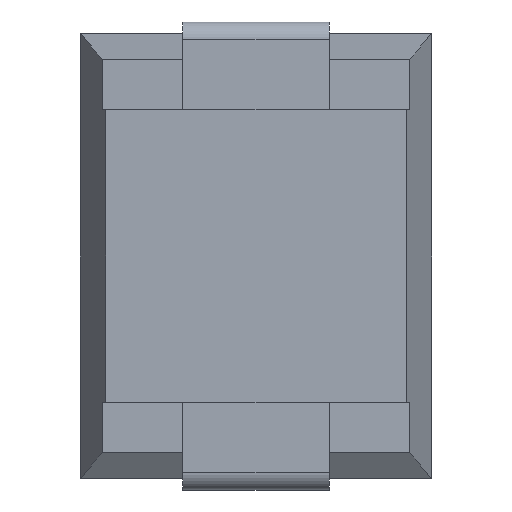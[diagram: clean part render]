
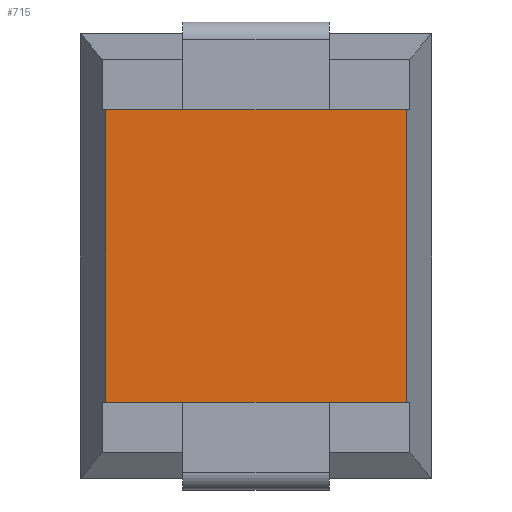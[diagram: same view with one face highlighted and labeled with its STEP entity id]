
A CAD part, front view. The second image highlights one B-rep face of the part: STEP entity #715.
In plain terms, the highlighted planar face has unit normal (0, -1, 0).
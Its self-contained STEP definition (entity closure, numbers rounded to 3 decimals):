
#71 = VECTOR ( 'NONE', #726, 1000. ) ;
#77 = CARTESIAN_POINT ( 'NONE',  ( 0.429, -1.6, -4. ) ) ;
#85 = CARTESIAN_POINT ( 'NONE',  ( 5.571, -1.6, 2.5 ) ) ;
#91 = ORIENTED_EDGE ( 'NONE', *, *, #1145, .T. ) ;
#111 = VERTEX_POINT ( 'NONE', #1063 ) ;
#122 = CARTESIAN_POINT ( 'NONE',  ( 6., -1.6, 2.5 ) ) ;
#168 = DIRECTION ( 'NONE',  ( 0., 0., 1. ) ) ;
#184 = PLANE ( 'NONE',  #1119 ) ;
#270 = EDGE_LOOP ( 'NONE', ( #685, #912, #91, #1019 ) ) ;
#288 = VERTEX_POINT ( 'NONE', #85 ) ;
#318 = VECTOR ( 'NONE', #920, 1000. ) ;
#334 = LINE ( 'NONE', #737, #900 ) ;
#335 = CARTESIAN_POINT ( 'NONE',  ( 5.571, -1.6, -4. ) ) ;
#484 = CARTESIAN_POINT ( 'NONE',  ( 6., -1.6, -3.3 ) ) ;
#518 = LINE ( 'NONE', #335, #71 ) ;
#544 = LINE ( 'NONE', #77, #645 ) ;
#547 = DIRECTION ( 'NONE',  ( -1., 0., 0. ) ) ;
#616 = EDGE_CURVE ( 'NONE', #970, #111, #544, .T. ) ;
#640 = CARTESIAN_POINT ( 'NONE',  ( 0.429, -1.6, -2.5 ) ) ;
#645 = VECTOR ( 'NONE', #168, 1000. ) ;
#685 = ORIENTED_EDGE ( 'NONE', *, *, #616, .F. ) ;
#715 = ADVANCED_FACE ( 'NONE', ( #909 ), #184, .F. ) ;
#726 = DIRECTION ( 'NONE',  ( 0., 0., 1. ) ) ;
#733 = VERTEX_POINT ( 'NONE', #1112 ) ;
#737 = CARTESIAN_POINT ( 'NONE',  ( 6., -1.6, -2.5 ) ) ;
#813 = LINE ( 'NONE', #122, #318 ) ;
#900 = VECTOR ( 'NONE', #547, 1000. ) ;
#909 = FACE_OUTER_BOUND ( 'NONE', #270, .T. ) ;
#912 = ORIENTED_EDGE ( 'NONE', *, *, #945, .F. ) ;
#915 = EDGE_CURVE ( 'NONE', #288, #111, #813, .T. ) ;
#920 = DIRECTION ( 'NONE',  ( -1., 0., 0. ) ) ;
#945 = EDGE_CURVE ( 'NONE', #733, #970, #334, .T. ) ;
#970 = VERTEX_POINT ( 'NONE', #640 ) ;
#1009 = DIRECTION ( 'NONE',  ( 0., 0., 1. ) ) ;
#1019 = ORIENTED_EDGE ( 'NONE', *, *, #915, .T. ) ;
#1063 = CARTESIAN_POINT ( 'NONE',  ( 0.429, -1.6, 2.5 ) ) ;
#1112 = CARTESIAN_POINT ( 'NONE',  ( 5.571, -1.6, -2.5 ) ) ;
#1119 = AXIS2_PLACEMENT_3D ( 'NONE', #484, #1208, #1009 ) ;
#1145 = EDGE_CURVE ( 'NONE', #733, #288, #518, .T. ) ;
#1208 = DIRECTION ( 'NONE',  ( 0., 1., 0. ) ) ;
